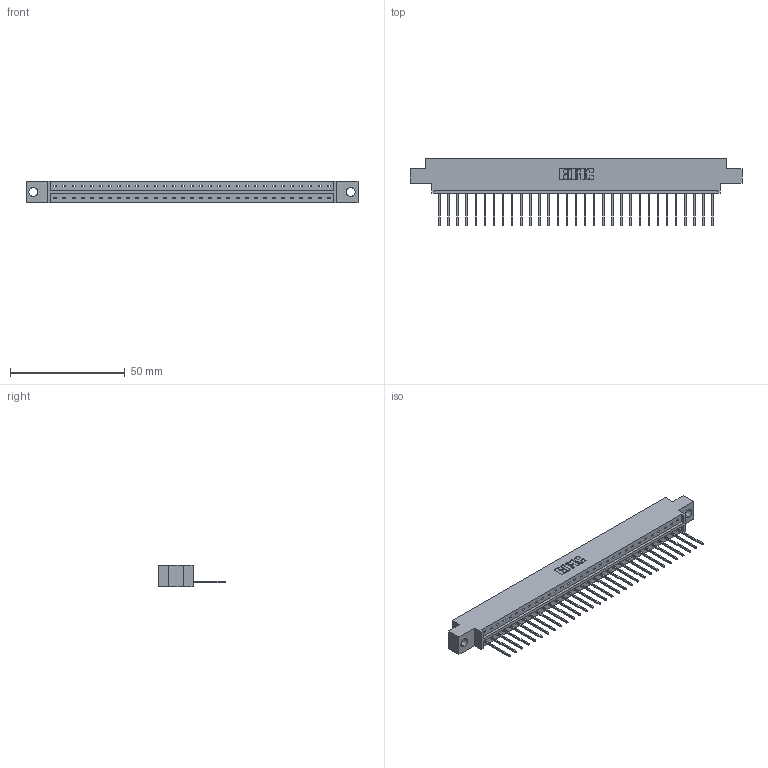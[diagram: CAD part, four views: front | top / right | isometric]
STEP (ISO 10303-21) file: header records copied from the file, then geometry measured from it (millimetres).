
FILE_DESCRIPTION (( 'STEP AP203' ), '1' );
FILE_NAME ('833-031-540-604.STEP', '2020-06-02T15:32:17', ( '' ), ( '' ), 'SwSTEP 2.0', 'SolidWorks 2020', '' );
FILE_SCHEMA (( 'CONFIG_CONTROL_DESIGN' ));
Length unit declared in the file: inch
Products named in the file (3): 345-292-001_345-293-140; 833-031-540-604; 833 Part_Offset - .156 Dia - TH
Assembly tree (32 placements, depth 2):
  833-031-540-604
    833 Part_Offset - .156 Dia - TH
    345-292-001_345-293-140  x31
Bounding box: 144.37 x 29.47 x 9.4 mm (x, y, z)
Volume: 14159.8 mm3; surface area: 15555.4 mm2
Topology: 32 solids, 32 shells, 1916 faces, 5779 edges, 3810 vertices
Faces by surface type: plane 1376, cylinder 540
Entity records: 20527 total; most frequent: CARTESIAN_POINT 3551, ORIENTED_EDGE 3518, DIRECTION 3017, EDGE_CURVE 1759, LINE 1631, VECTOR 1631, VERTEX_POINT 1170, AXIS2_PLACEMENT_3D 693
